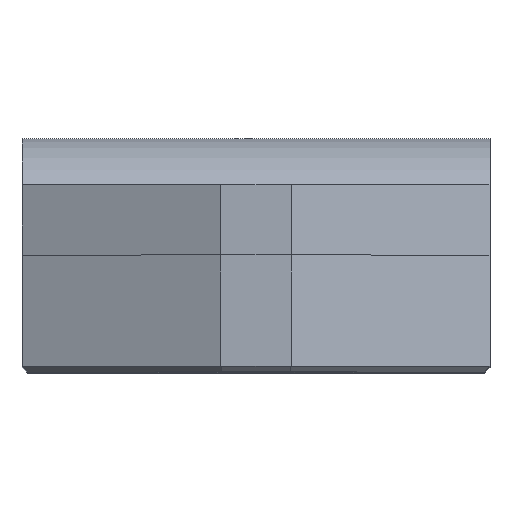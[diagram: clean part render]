
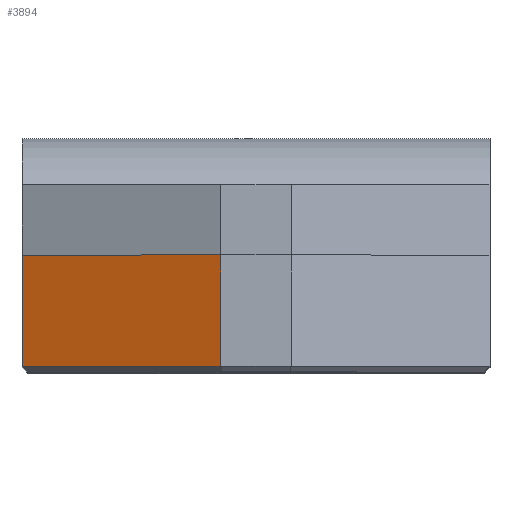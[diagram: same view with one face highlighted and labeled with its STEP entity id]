
A CAD part, top view. The second image highlights one B-rep face of the part: STEP entity #3894.
In plain terms, the highlighted planar face has unit normal (-0.371, 0, 0.928).
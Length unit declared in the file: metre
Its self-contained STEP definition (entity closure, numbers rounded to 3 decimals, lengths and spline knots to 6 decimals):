
#73=LINE('',#5705,#557);
#74=LINE('',#5708,#558);
#75=LINE('',#5710,#559);
#76=LINE('',#5712,#560);
#557=VECTOR('',#4563,1.);
#558=VECTOR('',#4564,1.);
#559=VECTOR('',#4565,1.);
#560=VECTOR('',#4566,1.);
#987=PLANE('',#4167);
#1264=ORIENTED_EDGE('',*,*,#2382,.F.);
#1265=ORIENTED_EDGE('',*,*,#2383,.T.);
#1266=ORIENTED_EDGE('',*,*,#2384,.T.);
#1267=ORIENTED_EDGE('',*,*,#2385,.T.);
#2382=EDGE_CURVE('',#2940,#2941,#73,.T.);
#2383=EDGE_CURVE('',#2940,#2942,#74,.T.);
#2384=EDGE_CURVE('',#2942,#2943,#75,.T.);
#2385=EDGE_CURVE('',#2943,#2941,#76,.T.);
#2940=VERTEX_POINT('',#5706);
#2941=VERTEX_POINT('',#5707);
#2942=VERTEX_POINT('',#5709);
#2943=VERTEX_POINT('',#5711);
#3318=EDGE_LOOP('',(#1264,#1265,#1266,#1267));
#3598=FACE_BOUND('',#3318,.T.);
#3894=ADVANCED_FACE('',(#3598),#987,.F.);
#4167=AXIS2_PLACEMENT_3D('',#5704,#4561,#4562);
#4561=DIRECTION('',(0.371,0.,-0.928));
#4562=DIRECTION('',(-0.928,0.,-0.371));
#4563=DIRECTION('',(0.,1.,0.));
#4564=DIRECTION('',(0.928,0.,0.371));
#4565=DIRECTION('',(0.,1.,0.));
#4566=DIRECTION('',(-0.928,0.,-0.371));
#5704=CARTESIAN_POINT('',(0.010625,-0.007,0.06425));
#5705=CARTESIAN_POINT('',(0.,-0.007,0.06));
#5706=CARTESIAN_POINT('',(0.,-0.0119,0.06));
#5707=CARTESIAN_POINT('',(0.,0.,0.06));
#5708=CARTESIAN_POINT('',(0.02125,-0.0119,0.0685));
#5709=CARTESIAN_POINT('',(0.02125,-0.0119,0.0685));
#5710=CARTESIAN_POINT('',(0.02125,-0.007,0.0685));
#5711=CARTESIAN_POINT('',(0.02125,0.,0.0685));
#5712=CARTESIAN_POINT('',(0.010625,0.,0.06425));
